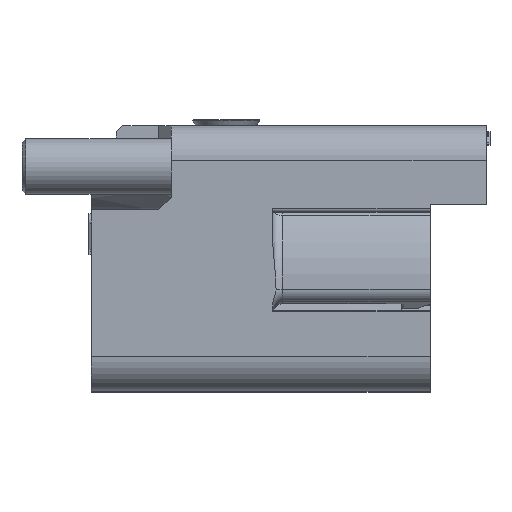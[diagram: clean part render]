
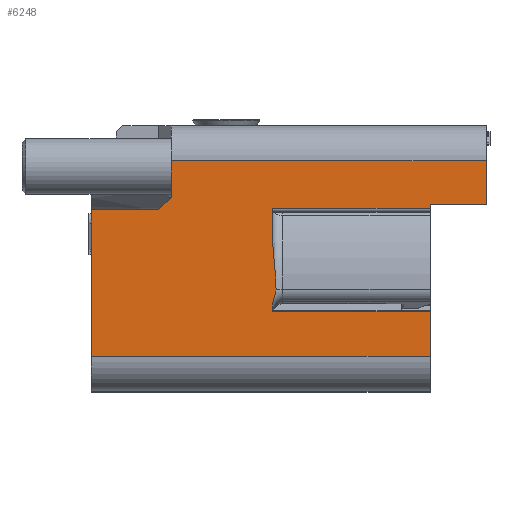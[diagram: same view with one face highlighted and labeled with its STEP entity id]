
A CAD part, left-side view. The second image highlights one B-rep face of the part: STEP entity #6248.
In plain terms, the highlighted planar face has unit normal (-1, 0, 0).
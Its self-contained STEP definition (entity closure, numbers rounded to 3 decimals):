
#448=DIRECTION('',(0.,0.,1.));
#449=VECTOR('',#448,3.614);
#450=CARTESIAN_POINT('',(-10.5,-20.85,
-7.817));
#451=LINE('',#450,#449);
#661=DIRECTION('',(0.,0.,1.));
#662=VECTOR('',#661,2.742);
#663=CARTESIAN_POINT('',(-10.5,-8.35,1.176));
#664=LINE('',#663,#662);
#692=CARTESIAN_POINT('',(-10.5,-8.614,
-2.538));
#693=CARTESIAN_POINT('',(-10.5,-8.611,
-2.61));
#694=CARTESIAN_POINT('',(-10.5,-8.59,
-2.758));
#695=CARTESIAN_POINT('',(-10.5,-8.522,
-2.997));
#696=CARTESIAN_POINT('',(-10.5,-8.439,
-3.256));
#697=CARTESIAN_POINT('',(-10.5,-8.368,-3.546));
#698=CARTESIAN_POINT('',(-10.5,-8.35,
-3.735));
#699=CARTESIAN_POINT('',(-10.5,-8.35,
-3.831));
#729=CARTESIAN_POINT('',(-10.5,-8.35,1.176));
#730=CARTESIAN_POINT('',(-10.5,-8.35,
0.896));
#731=CARTESIAN_POINT('',(-10.5,-8.384,
0.316));
#732=CARTESIAN_POINT('',(-10.5,-8.501,
-0.624));
#733=CARTESIAN_POINT('',(-10.5,-8.616,
-1.601));
#734=CARTESIAN_POINT('',(-10.5,-8.627,
-2.227));
#735=CARTESIAN_POINT('',(-10.5,-8.614,
-2.538));
#1060=DIRECTION('',(0.,-1.,0.));
#1061=VECTOR('',#1060,26.9);
#1062=CARTESIAN_POINT('',(-10.5,6.05,
-7.817));
#1063=LINE('',#1062,#1061);
#1064=DIRECTION('',(0.,0.,1.));
#1065=VECTOR('',#1064,11.617);
#1066=CARTESIAN_POINT('',(-10.5,6.05,
-7.817));
#1067=LINE('',#1066,#1065);
#1068=DIRECTION('',(0.,-1.,0.));
#1069=VECTOR('',#1068,5.35);
#1070=CARTESIAN_POINT('',(-10.5,6.05,3.8));
#1071=LINE('',#1070,#1069);
#1072=DIRECTION('',(0.,1.,0.));
#1073=VECTOR('',#1072,25.);
#1074=CARTESIAN_POINT('',(-10.5,-25.3,
7.7));
#1075=LINE('',#1074,#1073);
#1076=DIRECTION('',(0.,1.,0.));
#1077=VECTOR('',#1076,4.45);
#1078=CARTESIAN_POINT('',(-10.5,-25.3,
4.25));
#1079=LINE('',#1078,#1077);
#1080=DIRECTION('',(0.,0.,1.));
#1081=VECTOR('',#1080,0.332);
#1082=CARTESIAN_POINT('',(-10.5,-20.85,
3.918));
#1083=LINE('',#1082,#1081);
#1084=DIRECTION('',(0.,-1.,0.));
#1085=VECTOR('',#1084,12.5);
#1086=CARTESIAN_POINT('',(-10.5,-8.35,
3.918));
#1087=LINE('',#1086,#1085);
#1088=DIRECTION('',(0.,0.,1.));
#1089=VECTOR('',#1088,0.372);
#1090=CARTESIAN_POINT('',(-10.5,-8.35,
-4.203));
#1091=LINE('',#1090,#1089);
#1092=DIRECTION('',(0.,-1.,0.));
#1093=VECTOR('',#1092,12.5);
#1094=CARTESIAN_POINT('',(-10.5,-8.35,
-4.203));
#1095=LINE('',#1094,#1093);
#1913=DIRECTION('',(0.,0.,-1.));
#1914=VECTOR('',#1913,3.45);
#1915=CARTESIAN_POINT('',(-10.5,-25.3,
7.7));
#1916=LINE('',#1915,#1914);
#2596=DIRECTION('',(0.,0.,1.));
#2597=VECTOR('',#2596,2.9);
#2598=CARTESIAN_POINT('',(-10.5,-0.3,
4.8));
#2599=LINE('',#2598,#2597);
#2761=DIRECTION('',(0.,0.707,-0.707));
#2762=VECTOR('',#2761,1.414);
#2763=CARTESIAN_POINT('',(-10.5,-0.3,
4.8));
#2764=LINE('',#2763,#2762);
#3966=CARTESIAN_POINT('',(-10.5,-25.3,
7.7));
#3968=VERTEX_POINT('',#3966);
#3971=CARTESIAN_POINT('',(-10.5,-0.3,
7.7));
#3972=VERTEX_POINT('',#3971);
#4057=CARTESIAN_POINT('',(-10.5,-0.3,
4.8));
#4059=VERTEX_POINT('',#4057);
#4061=CARTESIAN_POINT('',(-10.5,0.7,
3.8));
#4063=VERTEX_POINT('',#4061);
#4253=CARTESIAN_POINT('',(-10.5,-8.35,
-4.203));
#4254=CARTESIAN_POINT('',(-10.5,-20.85,
-4.203));
#4255=VERTEX_POINT('',#4253);
#4256=VERTEX_POINT('',#4254);
#4273=CARTESIAN_POINT('',(-10.5,-25.3,
4.25));
#4274=VERTEX_POINT('',#4273);
#4295=CARTESIAN_POINT('',(-10.5,-20.85,
4.25));
#4296=VERTEX_POINT('',#4295);
#4439=CARTESIAN_POINT('',(-10.5,-8.35,
-3.831));
#4441=VERTEX_POINT('',#4439);
#4451=CARTESIAN_POINT('',(-10.5,-8.35,
1.176));
#4452=VERTEX_POINT('',#4451);
#4469=VERTEX_POINT('',#735);
#4471=CARTESIAN_POINT('',(-10.5,-8.35,
3.918));
#4473=VERTEX_POINT('',#4471);
#4474=CARTESIAN_POINT('',(-10.5,-20.85,
3.918));
#4476=VERTEX_POINT('',#4474);
#4650=CARTESIAN_POINT('',(-10.5,6.05,3.8));
#4651=VERTEX_POINT('',#4650);
#4662=CARTESIAN_POINT('',(-10.5,-20.85,
-7.817));
#4664=VERTEX_POINT('',#4662);
#4668=CARTESIAN_POINT('',(-10.5,6.05,
-7.817));
#4669=VERTEX_POINT('',#4668);
#6219=CARTESIAN_POINT('',(-10.5,-9.625,
0.));
#6220=DIRECTION('',(1.,0.,0.));
#6221=DIRECTION('',(0.,0.,-1.));
#6222=AXIS2_PLACEMENT_3D('',#6219,#6220,#6221);
#6223=PLANE('',#6222);
#6224=ORIENTED_EDGE('',*,*,#5578,.F.);
#6225=ORIENTED_EDGE('',*,*,#5080,.T.);
#6227=ORIENTED_EDGE('',*,*,#6226,.T.);
#6229=ORIENTED_EDGE('',*,*,#6228,.F.);
#6231=ORIENTED_EDGE('',*,*,#6230,.T.);
#6233=ORIENTED_EDGE('',*,*,#6232,.F.);
#6235=ORIENTED_EDGE('',*,*,#6234,.T.);
#6237=ORIENTED_EDGE('',*,*,#6236,.T.);
#6238=ORIENTED_EDGE('',*,*,#5590,.F.);
#6239=ORIENTED_EDGE('',*,*,#5697,.F.);
#6240=ORIENTED_EDGE('',*,*,#5778,.F.);
#6241=ORIENTED_EDGE('',*,*,#5859,.T.);
#6242=ORIENTED_EDGE('',*,*,#5812,.T.);
#6243=ORIENTED_EDGE('',*,*,#5718,.F.);
#6244=ORIENTED_EDGE('',*,*,#6211,.T.);
#6245=ORIENTED_EDGE('',*,*,#5607,.F.);
#6246=EDGE_LOOP('',(#6224,#6225,#6227,#6229,#6231,#6233,#6235,#6237,#6238,#6239,
#6240,#6241,#6242,#6243,#6244,#6245));
#6247=FACE_OUTER_BOUND('',#6246,.F.);
#6248=ADVANCED_FACE('',(#6247),#6223,.F.);
#700=B_SPLINE_CURVE_WITH_KNOTS('',3,(#692,#693,#694,#695,#696,#697,#698,#699),
.UNSPECIFIED.,.F.,.F.,(4,1,1,1,1,4),(0.,0.2,0.4,0.6,0.8,1.),
.UNSPECIFIED.);
#736=B_SPLINE_CURVE_WITH_KNOTS('',3,(#729,#730,#731,#732,#733,#734,#735),
.UNSPECIFIED.,.F.,.F.,(4,1,1,1,4),(0.,0.25,0.5,0.75,1.),
.UNSPECIFIED.);
#5080=EDGE_CURVE('',#4669,#4651,#1067,.T.);
#5578=EDGE_CURVE('',#4669,#4664,#1063,.T.);
#5590=EDGE_CURVE('',#4476,#4296,#1083,.T.);
#5607=EDGE_CURVE('',#4664,#4256,#451,.T.);
#5697=EDGE_CURVE('',#4473,#4476,#1087,.T.);
#5718=EDGE_CURVE('',#4255,#4441,#1091,.T.);
#5778=EDGE_CURVE('',#4452,#4473,#664,.T.);
#5812=EDGE_CURVE('',#4469,#4441,#700,.T.);
#5859=EDGE_CURVE('',#4452,#4469,#736,.T.);
#6211=EDGE_CURVE('',#4255,#4256,#1095,.T.);
#6226=EDGE_CURVE('',#4651,#4063,#1071,.T.);
#6228=EDGE_CURVE('',#4059,#4063,#2764,.T.);
#6230=EDGE_CURVE('',#4059,#3972,#2599,.T.);
#6232=EDGE_CURVE('',#3968,#3972,#1075,.T.);
#6234=EDGE_CURVE('',#3968,#4274,#1916,.T.);
#6236=EDGE_CURVE('',#4274,#4296,#1079,.T.);
